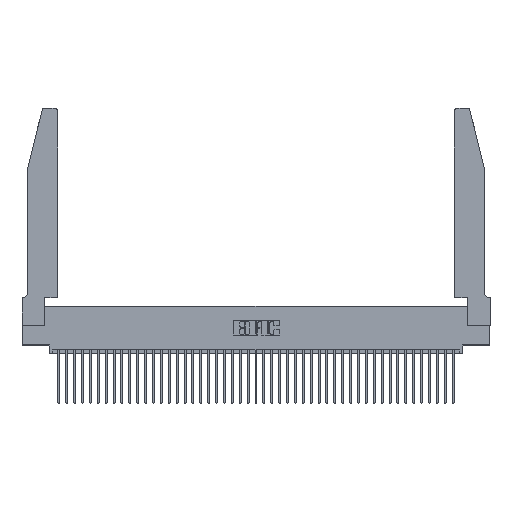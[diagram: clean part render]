
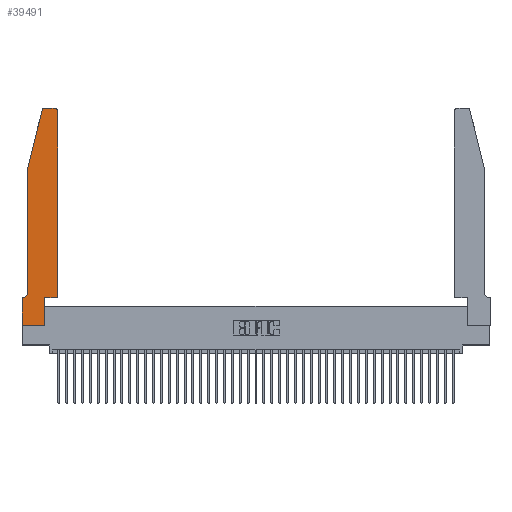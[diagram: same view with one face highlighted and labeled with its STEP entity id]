
A CAD part, top view. The second image highlights one B-rep face of the part: STEP entity #39491.
In plain terms, the highlighted planar face has unit normal (0, 0, 1).
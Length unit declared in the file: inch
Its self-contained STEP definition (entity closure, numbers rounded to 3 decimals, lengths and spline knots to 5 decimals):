
#99 = CARTESIAN_POINT ( 'NONE',  ( 0., 0.35, 0.37 ) ) ;
#433 = LINE ( 'NONE', #40389, #35390 ) ;
#1829 = ORIENTED_EDGE ( 'NONE', *, *, #7058, .T. ) ;
#2024 = CARTESIAN_POINT ( 'NONE',  ( 0.0755, 2., 0.37 ) ) ;
#2490 = ORIENTED_EDGE ( 'NONE', *, *, #13851, .T. ) ;
#2698 = CARTESIAN_POINT ( 'NONE',  ( 0.0055, 0.35, 0.37 ) ) ;
#2758 = LINE ( 'NONE', #41217, #37561 ) ;
#3483 = VERTEX_POINT ( 'NONE', #14661 ) ;
#3665 = EDGE_CURVE ( 'NONE', #35976, #3483, #22079, .T. ) ;
#3747 = ORIENTED_EDGE ( 'NONE', *, *, #28872, .T. ) ;
#3942 = CARTESIAN_POINT ( 'NONE',  ( 0.2865, 0.35, 0.37 ) ) ;
#3969 = VERTEX_POINT ( 'NONE', #17291 ) ;
#4322 = DIRECTION ( 'NONE',  ( -1., 0., 0. ) ) ;
#4413 = CIRCLE ( 'NONE', #39965, 0.07 ) ;
#5231 = AXIS2_PLACEMENT_3D ( 'NONE', #99, #34028, #13910 ) ;
#6385 = CARTESIAN_POINT ( 'NONE',  ( 0.2865, 0.35, 0.37 ) ) ;
#7058 = EDGE_CURVE ( 'NONE', #28133, #22794, #433, .T. ) ;
#7254 = VERTEX_POINT ( 'NONE', #11448 ) ;
#7330 = AXIS2_PLACEMENT_3D ( 'NONE', #39521, #19486, #42869 ) ;
#7361 = DIRECTION ( 'NONE',  ( 0., 1., 0. ) ) ;
#8080 = VERTEX_POINT ( 'NONE', #29173 ) ;
#9696 = EDGE_LOOP ( 'NONE', ( #1829, #12823, #41234, #9798, #15112, #2490, #11152, #3747, #14282, #25224, #15961, #39272 ) ) ;
#9798 = ORIENTED_EDGE ( 'NONE', *, *, #25259, .T. ) ;
#10443 = CARTESIAN_POINT ( 'NONE',  ( 0., 0., 0.37 ) ) ;
#10489 = PLANE ( 'NONE',  #5231 ) ;
#10961 = CARTESIAN_POINT ( 'NONE',  ( 0., 0., 0.37 ) ) ;
#11152 = ORIENTED_EDGE ( 'NONE', *, *, #13317, .T. ) ;
#11448 = CARTESIAN_POINT ( 'NONE',  ( 0.4505, 2.72, 0.37 ) ) ;
#11592 = EDGE_CURVE ( 'NONE', #17404, #18201, #38824, .T. ) ;
#11778 = DIRECTION ( 'NONE',  ( 0., -1., 0. ) ) ;
#12727 = CARTESIAN_POINT ( 'NONE',  ( 0.4505, 0.35, 0.37 ) ) ;
#12755 = CARTESIAN_POINT ( 'NONE',  ( 0.4205, 2.75, 0.37 ) ) ;
#12823 = ORIENTED_EDGE ( 'NONE', *, *, #40388, .T. ) ;
#13317 = EDGE_CURVE ( 'NONE', #3969, #27478, #40749, .T. ) ;
#13851 = EDGE_CURVE ( 'NONE', #34273, #3969, #2758, .T. ) ;
#13910 = DIRECTION ( 'NONE',  ( 1., 0., 0. ) ) ;
#14038 = VECTOR ( 'NONE', #15883, 39.37008 ) ;
#14282 = ORIENTED_EDGE ( 'NONE', *, *, #11592, .T. ) ;
#14661 = CARTESIAN_POINT ( 'NONE',  ( 0.0755, 2., 0.37 ) ) ;
#15090 = LINE ( 'NONE', #2024, #14038 ) ;
#15112 = ORIENTED_EDGE ( 'NONE', *, *, #20159, .T. ) ;
#15883 = DIRECTION ( 'NONE',  ( 0., -1., 0. ) ) ;
#15961 = ORIENTED_EDGE ( 'NONE', *, *, #25846, .T. ) ;
#16949 = DIRECTION ( 'NONE',  ( -1., 0., 0. ) ) ;
#17291 = CARTESIAN_POINT ( 'NONE',  ( 0., 0.35, 0.37 ) ) ;
#17404 = VERTEX_POINT ( 'NONE', #19602 ) ;
#17732 = CARTESIAN_POINT ( 'NONE',  ( 0.284, 2.72, 0.37 ) ) ;
#17877 = CARTESIAN_POINT ( 'NONE',  ( 0.284, 2.75, 0.37 ) ) ;
#18201 = VERTEX_POINT ( 'NONE', #6385 ) ;
#18763 = VECTOR ( 'NONE', #39589, 39.37008 ) ;
#19425 = DIRECTION ( 'NONE',  ( 0., 0., -1. ) ) ;
#19486 = DIRECTION ( 'NONE',  ( 0., 0., 1. ) ) ;
#19602 = CARTESIAN_POINT ( 'NONE',  ( 0.2865, 0., 0.37 ) ) ;
#20159 = EDGE_CURVE ( 'NONE', #8080, #34273, #4413, .T. ) ;
#20247 = LINE ( 'NONE', #39211, #36971 ) ;
#20871 = LINE ( 'NONE', #12727, #18763 ) ;
#21129 = DIRECTION ( 'NONE',  ( 1., 0., 0. ) ) ;
#21393 = EDGE_CURVE ( 'NONE', #7254, #28133, #30209, .T. ) ;
#22079 = LINE ( 'NONE', #25810, #38825 ) ;
#22357 = CIRCLE ( 'NONE', #35735, 0.03 ) ;
#22794 = VERTEX_POINT ( 'NONE', #17877 ) ;
#23314 = VERTEX_POINT ( 'NONE', #31044 ) ;
#25224 = ORIENTED_EDGE ( 'NONE', *, *, #33686, .T. ) ;
#25259 = EDGE_CURVE ( 'NONE', #3483, #8080, #15090, .T. ) ;
#25353 = VECTOR ( 'NONE', #33989, 39.37008 ) ;
#25810 = CARTESIAN_POINT ( 'NONE',  ( 0.0755, 2., 0.37 ) ) ;
#25846 = EDGE_CURVE ( 'NONE', #23314, #7254, #20871, .T. ) ;
#27478 = VERTEX_POINT ( 'NONE', #10961 ) ;
#28133 = VERTEX_POINT ( 'NONE', #12755 ) ;
#28872 = EDGE_CURVE ( 'NONE', #27478, #17404, #33237, .T. ) ;
#29173 = CARTESIAN_POINT ( 'NONE',  ( 0.0755, 0.42, 0.37 ) ) ;
#29249 = DIRECTION ( 'NONE',  ( 1., 0., 0. ) ) ;
#30209 = CIRCLE ( 'NONE', #7330, 0.03 ) ;
#31044 = CARTESIAN_POINT ( 'NONE',  ( 0.4505, 0.35, 0.37 ) ) ;
#31860 = VECTOR ( 'NONE', #11778, 39.37008 ) ;
#32562 = DIRECTION ( 'NONE',  ( -0.239, -0.971, 0. ) ) ;
#33237 = LINE ( 'NONE', #10443, #25353 ) ;
#33686 = EDGE_CURVE ( 'NONE', #18201, #23314, #20247, .T. ) ;
#33989 = DIRECTION ( 'NONE',  ( 1., 0., 0. ) ) ;
#34028 = DIRECTION ( 'NONE',  ( 0., 0., 1. ) ) ;
#34273 = VERTEX_POINT ( 'NONE', #2698 ) ;
#35144 = CARTESIAN_POINT ( 'NONE',  ( 0., 0., 0.37 ) ) ;
#35390 = VECTOR ( 'NONE', #16949, 39.37008 ) ;
#35735 = AXIS2_PLACEMENT_3D ( 'NONE', #17732, #41155, #21129 ) ;
#35976 = VERTEX_POINT ( 'NONE', #41438 ) ;
#36971 = VECTOR ( 'NONE', #29249, 39.37008 ) ;
#37561 = VECTOR ( 'NONE', #4322, 39.37008 ) ;
#37762 = VECTOR ( 'NONE', #7361, 39.37008 ) ;
#38824 = LINE ( 'NONE', #3942, #37762 ) ;
#38825 = VECTOR ( 'NONE', #32562, 39.37008 ) ;
#39211 = CARTESIAN_POINT ( 'NONE',  ( 0.4505, 0.35, 0.37 ) ) ;
#39272 = ORIENTED_EDGE ( 'NONE', *, *, #21393, .T. ) ;
#39459 = CARTESIAN_POINT ( 'NONE',  ( 0.0055, 0.42, 0.37 ) ) ;
#39491 = ADVANCED_FACE ( 'NONE', ( #39727 ), #10489, .T. ) ;
#39521 = CARTESIAN_POINT ( 'NONE',  ( 0.4205, 2.72, 0.37 ) ) ;
#39589 = DIRECTION ( 'NONE',  ( 0., 1., 0. ) ) ;
#39727 = FACE_OUTER_BOUND ( 'NONE', #9696, .T. ) ;
#39965 = AXIS2_PLACEMENT_3D ( 'NONE', #39459, #19425, #42808 ) ;
#40388 = EDGE_CURVE ( 'NONE', #22794, #35976, #22357, .T. ) ;
#40389 = CARTESIAN_POINT ( 'NONE',  ( 0.2605, 2.75, 0.37 ) ) ;
#40749 = LINE ( 'NONE', #35144, #31860 ) ;
#41155 = DIRECTION ( 'NONE',  ( 0., 0., 1. ) ) ;
#41217 = CARTESIAN_POINT ( 'NONE',  ( 0.0755, 0.35, 0.37 ) ) ;
#41234 = ORIENTED_EDGE ( 'NONE', *, *, #3665, .T. ) ;
#41438 = CARTESIAN_POINT ( 'NONE',  ( 0.25487, 2.72718, 0.37 ) ) ;
#42808 = DIRECTION ( 'NONE',  ( -1., 0., 0. ) ) ;
#42869 = DIRECTION ( 'NONE',  ( 1., 0., 0. ) ) ;
